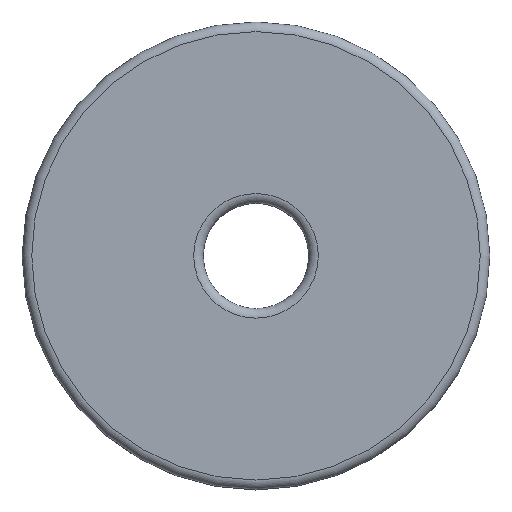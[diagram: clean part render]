
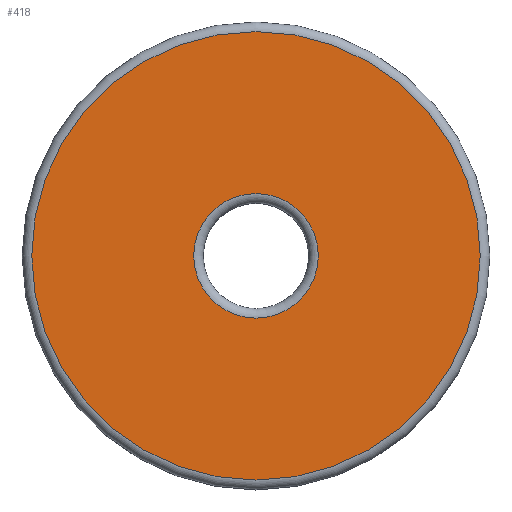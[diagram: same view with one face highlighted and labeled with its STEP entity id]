
A CAD part, top view. The second image highlights one B-rep face of the part: STEP entity #418.
In plain terms, the highlighted planar face has unit normal (0, 0, 1).
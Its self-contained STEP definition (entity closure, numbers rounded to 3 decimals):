
#12=DIRECTION('',(0.,0.,1.));
#33=DIRECTION('',(1.,0.,0.));
#337=DIRECTION('',(0.,0.,-1.));
#343=VERTEX_POINT('',#344);
#344=CARTESIAN_POINT('',(23.25,0.,10.6));
#350=ORIENTED_EDGE('',*,*,#351,.F.);
#351=EDGE_CURVE('',#343,#343,#352,.T.);
#352=CIRCLE('',#353,11.7);
#353=AXIS2_PLACEMENT_3D('',#354,#12,#33);
#354=CARTESIAN_POINT('',(11.55,0.,10.6));
#400=DIRECTION('',(-1.,0.,0.));
#418=ADVANCED_FACE('',(#419,#426),#428,.F.);
#419=FACE_BOUND('',#420,.F.);
#420=EDGE_LOOP('',(#421));
#421=ORIENTED_EDGE('',*,*,#422,.T.);
#422=EDGE_CURVE('',#423,#423,#425,.T.);
#423=VERTEX_POINT('',#424);
#424=CARTESIAN_POINT('',(14.8,0.,10.6));
#425=CIRCLE('',#353,3.25);
#426=FACE_BOUND('',#427,.F.);
#427=EDGE_LOOP('',(#350));
#428=PLANE('',#429);
#429=AXIS2_PLACEMENT_3D('',#430,#337,#400);
#430=CARTESIAN_POINT('',(23.75,0.,10.6));
